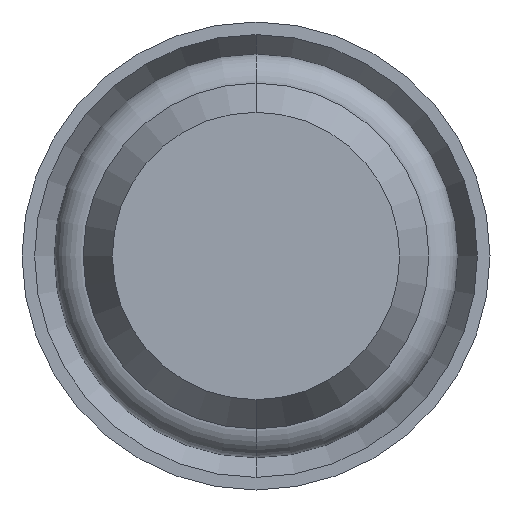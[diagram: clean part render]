
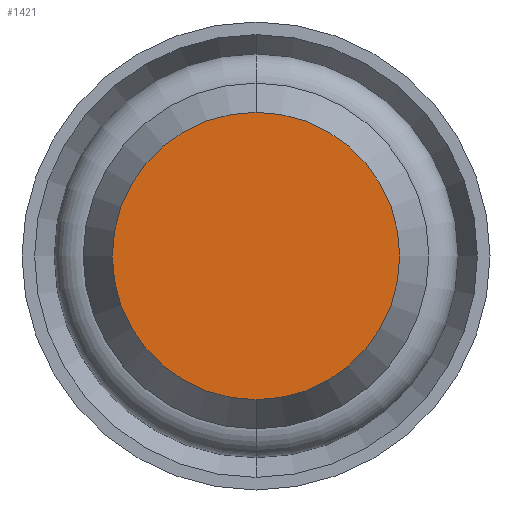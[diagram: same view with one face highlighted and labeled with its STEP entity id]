
A CAD part, front view. The second image highlights one B-rep face of the part: STEP entity #1421.
In plain terms, the highlighted planar face has unit normal (0, -1, 0).
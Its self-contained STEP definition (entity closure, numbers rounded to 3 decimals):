
#86 = ORIENTED_EDGE ( 'NONE', *, *, #1383, .T. ) ;
#87 = ORIENTED_EDGE ( 'NONE', *, *, #1448, .T. ) ;
#325 = VERTEX_POINT ( 'NONE', #1115 ) ;
#326 = VERTEX_POINT ( 'NONE', #1114 ) ;
#443 = FACE_OUTER_BOUND ( 'NONE', #972, .T. ) ;
#538 = CARTESIAN_POINT ( 'NONE',  ( 0., 0., 0. ) ) ;
#539 = DIRECTION ( 'NONE',  ( 0., -1., 0. ) ) ;
#540 = DIRECTION ( 'NONE',  ( 0., 0., -1. ) ) ;
#651 = PLANE ( 'NONE',  #777 ) ;
#652 = CARTESIAN_POINT ( 'NONE',  ( 0., 0., 0. ) ) ;
#653 = DIRECTION ( 'NONE',  ( 0., 1., 0. ) ) ;
#654 = DIRECTION ( 'NONE',  ( 0., 0., 1. ) ) ;
#703 = CARTESIAN_POINT ( 'NONE',  ( 0., 0., 0. ) ) ;
#704 = DIRECTION ( 'NONE',  ( 0., -1., 0. ) ) ;
#705 = DIRECTION ( 'NONE',  ( 0., 0., -1. ) ) ;
#777 = AXIS2_PLACEMENT_3D ( 'NONE', #652, #653, #654 ) ;
#831 = AXIS2_PLACEMENT_3D ( 'NONE', #538, #539, #540 ) ;
#833 = CIRCLE ( 'NONE', #831, 3.992 ) ;
#947 = CIRCLE ( 'NONE', #953, 3.992 ) ;
#953 = AXIS2_PLACEMENT_3D ( 'NONE', #703, #704, #705 ) ;
#972 = EDGE_LOOP ( 'NONE', ( #87, #86 ) ) ;
#1114 = CARTESIAN_POINT ( 'NONE',  ( 0., 0., -3.992 ) ) ;
#1115 = CARTESIAN_POINT ( 'NONE',  ( 0., 0., 3.992 ) ) ;
#1383 = EDGE_CURVE ( 'NONE', #326, #325, #833, .T. ) ;
#1421 = ADVANCED_FACE ( 'NONE', ( #443 ), #651, .F. ) ;
#1448 = EDGE_CURVE ( 'NONE', #325, #326, #947, .T. ) ;
